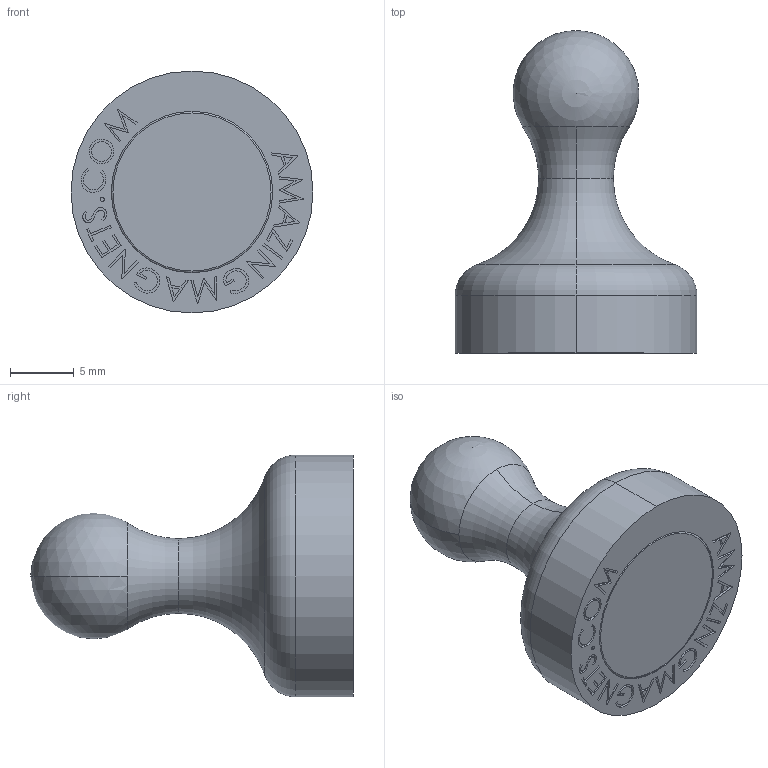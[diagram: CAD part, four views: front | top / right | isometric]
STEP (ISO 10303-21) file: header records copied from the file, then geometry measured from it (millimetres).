
FILE_DESCRIPTION (( 'STEP AP214' ), '1' );
FILE_NAME ('WB-YELLOW.step', '2012-04-20T21:07:58', ( '' ), ( '' ), 'SwSTEP 2.0', 'SolidWorks 2012', '' );
FILE_SCHEMA (( 'AUTOMOTIVE_DESIGN' ));
Length unit declared in the file: inch
Products named in the file (1): WB-YELLOW
Bounding box: 19.05 x 25.4 x 19.05 mm (x, y, z)
Volume: 2922.2 mm3; surface area: 1967.9 mm2
Topology: 2 solids, 2 shells, 232 faces, 613 edges, 406 vertices
Faces by surface type: plane 162, bspline 54, torus 8, cylinder 6, sphere 2
Entity records: 10339 total; most frequent: CARTESIAN_POINT 4850, ORIENTED_EDGE 1216, DIRECTION 890, EDGE_CURVE 608, VECTOR 468, LINE 468, VERTEX_POINT 403, EDGE_LOOP 255
